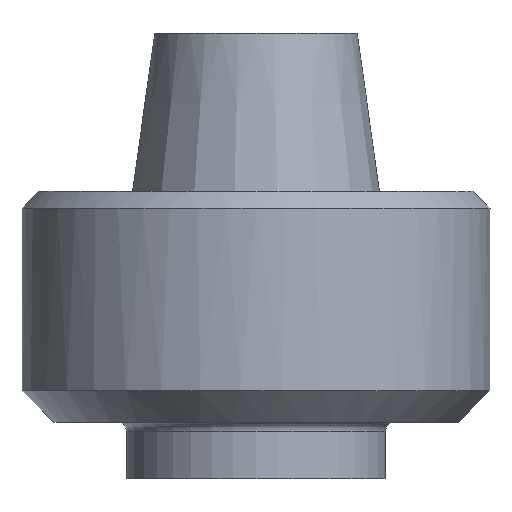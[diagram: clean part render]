
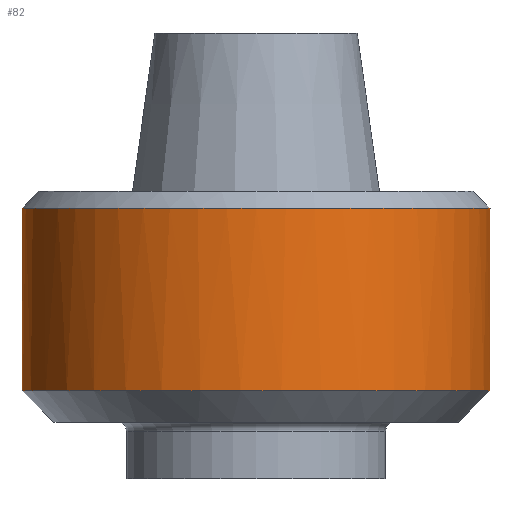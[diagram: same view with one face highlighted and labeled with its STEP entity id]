
A CAD part, front view. The second image highlights one B-rep face of the part: STEP entity #82.
In plain terms, the highlighted cylindrical face has radius 20.8 mm (diameter 41.6 mm), a full revolution.
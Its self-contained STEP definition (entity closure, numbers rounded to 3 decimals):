
#68=B_SPLINE_CURVE_WITH_KNOTS('',3,(#432,#433,#434,#435,#436,#437,#438,
#439,#440,#441,#442,#443,#444,#445,#446,#447,#448,#449,#450,#451,#452,#453,
#454,#455,#456,#457,#458,#459),.UNSPECIFIED.,.T.,.F.,(2,2,2,2,2,2,2,2,2,
2,2,2,2,2,2,2),(-0.063,0.,0.125,0.188,0.25,0.313,0.375,0.5,0.563,0.625,
0.688,0.75,0.875,0.938,1.,1.125),.UNSPECIFIED.);
#72=CYLINDRICAL_SURFACE('',#287,20.8);
#82=ADVANCED_FACE('',(#115,#116),#72,.T.);
#115=FACE_BOUND('',#151,.T.);
#116=FACE_BOUND('',#152,.T.);
#151=EDGE_LOOP('',(#190));
#152=EDGE_LOOP('',(#191));
#190=ORIENTED_EDGE('',*,*,#244,.T.);
#191=ORIENTED_EDGE('',*,*,#247,.F.);
#224=VERTEX_POINT('',#399);
#227=VERTEX_POINT('',#460);
#244=EDGE_CURVE('',#224,#224,#264,.T.);
#247=EDGE_CURVE('',#227,#227,#68,.T.);
#264=CIRCLE('',#284,20.8);
#284=AXIS2_PLACEMENT_3D('',#398,#327,#328);
#287=AXIS2_PLACEMENT_3D('',#461,#333,#334);
#327=DIRECTION('',(0.,0.,1.));
#328=DIRECTION('',(-0.108,0.994,0.));
#333=DIRECTION('',(0.,0.,1.));
#334=DIRECTION('',(0.,-1.,0.));
#398=CARTESIAN_POINT('',(0.,0.,-6.7));
#399=CARTESIAN_POINT('',(-2.254,20.677,-6.7));
#432=CARTESIAN_POINT('',(2.748,20.8,9.5));
#433=CARTESIAN_POINT('',(-5.497,20.8,9.5));
#434=CARTESIAN_POINT('',(-10.882,18.54,9.493));
#435=CARTESIAN_POINT('',(-16.638,12.774,9.504));
#436=CARTESIAN_POINT('',(-18.179,10.469,9.51));
#437=CARTESIAN_POINT('',(-20.265,5.423,9.492));
#438=CARTESIAN_POINT('',(-20.803,2.722,9.5));
#439=CARTESIAN_POINT('',(-20.797,-2.764,9.5));
#440=CARTESIAN_POINT('',(-20.253,-5.467,9.492));
#441=CARTESIAN_POINT('',(-18.162,-10.497,9.51));
#442=CARTESIAN_POINT('',(-16.613,-12.806,9.504));
#443=CARTESIAN_POINT('',(-10.854,-18.554,9.493));
#444=CARTESIAN_POINT('',(-5.422,-20.802,9.5));
#445=CARTESIAN_POINT('',(2.722,-20.799,9.5));
#446=CARTESIAN_POINT('',(5.444,-20.26,9.501));
#447=CARTESIAN_POINT('',(10.485,-18.17,9.497));
#448=CARTESIAN_POINT('',(12.775,-16.643,9.497));
#449=CARTESIAN_POINT('',(16.656,-12.758,9.504));
#450=CARTESIAN_POINT('',(18.181,-10.465,9.51));
#451=CARTESIAN_POINT('',(20.263,-5.429,9.492));
#452=CARTESIAN_POINT('',(20.801,-2.702,9.5));
#453=CARTESIAN_POINT('',(20.797,5.437,9.5));
#454=CARTESIAN_POINT('',(18.547,10.868,9.507));
#455=CARTESIAN_POINT('',(12.79,16.626,9.497));
#456=CARTESIAN_POINT('',(10.483,18.171,9.497));
#457=CARTESIAN_POINT('',(5.445,20.259,9.501));
#458=CARTESIAN_POINT('',(2.748,20.8,9.5));
#459=CARTESIAN_POINT('',(-5.497,20.8,9.5));
#460=CARTESIAN_POINT('',(0.,20.8,9.5));
#461=CARTESIAN_POINT('',(0.,0.,-10.525));
